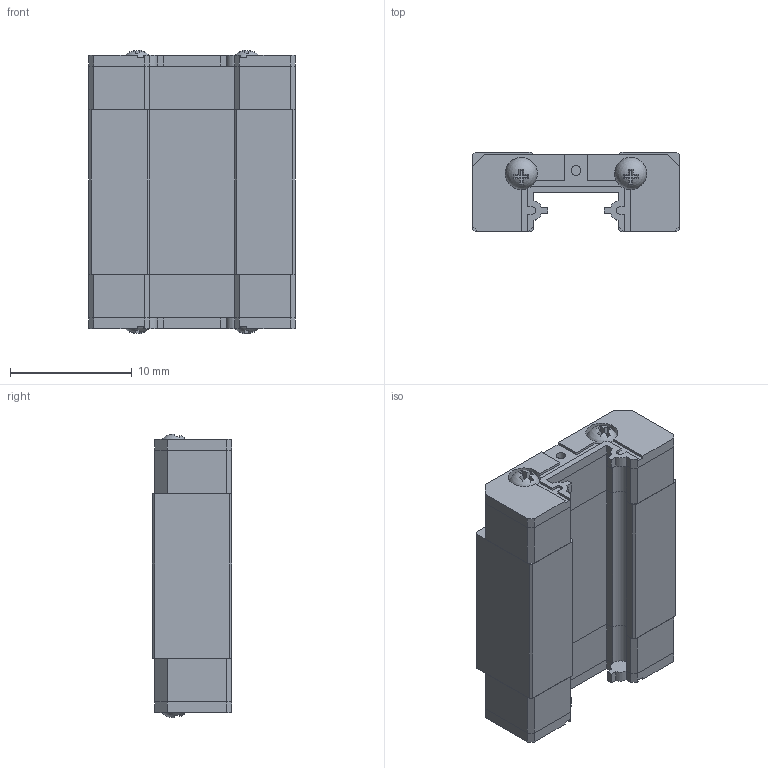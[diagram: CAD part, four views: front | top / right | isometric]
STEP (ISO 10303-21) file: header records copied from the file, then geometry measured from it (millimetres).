
FILE_DESCRIPTION(('STEP AP242'), '1');
FILE_NAME('MGN7C êàðåòêà', '', ('UNSPECIFIED'), ('UNSPECIFIED'), 'C3D Converter', 'C3D Toolkit', '');
FILE_SCHEMA(('AP242_MANAGED_MODEL_BASED_3D_ENGINEERING_MIM_LF { 1 0 10303 442 1 1 4 }'));
Length unit declared in the file: millimetre
Products named in the file (1): MGN7C_MGN7C
Bounding box: 17 x 6.5 x 23.33 mm (x, y, z)
Volume: 1839.3 mm3; surface area: 2204.3 mm2
Topology: 9 solids, 9 shells, 244 faces, 689 edges, 459 vertices
Faces by surface type: plane 202, cylinder 30, cone 8, sphere 4
Full cylindrical faces by diameter (mm): 0.8 x4, 1.6 x4, 2.659 x4
Entity records: 8630 total; most frequent: CARTESIAN_POINT 2191, ORIENTED_EDGE 1320, DIRECTION 1276, EDGE_CURVE 660, LINE 518, VECTOR 518, VERTEX_POINT 454, AXIS2_PLACEMENT_3D 379
